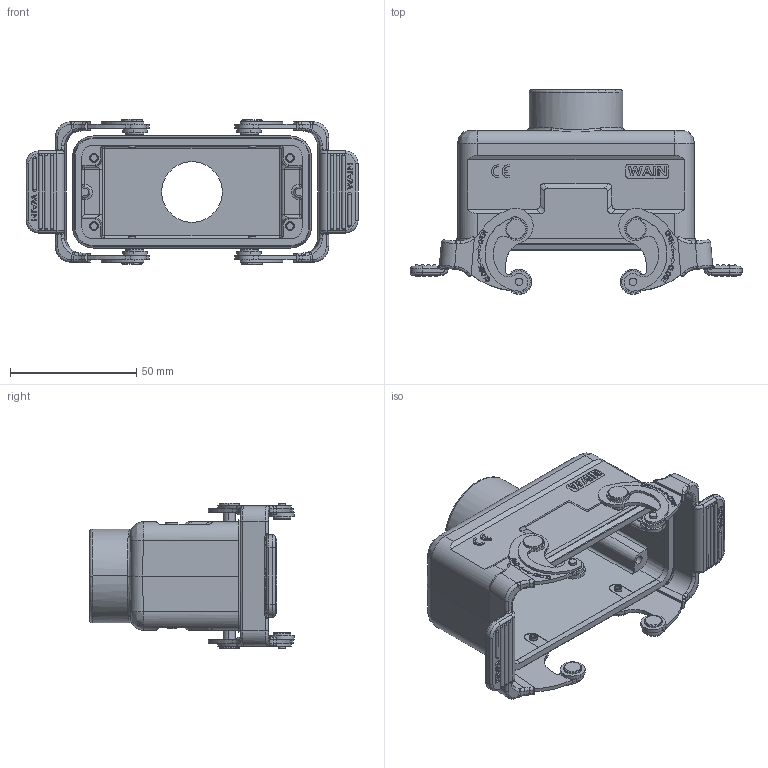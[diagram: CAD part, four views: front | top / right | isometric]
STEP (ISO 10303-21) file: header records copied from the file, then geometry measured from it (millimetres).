
FILE_DESCRIPTION(/* description */ (''),/* implementation_level */ '2;1');
FILE_NAME(/* name */ '3D_1121167411001_W16B-MCCT-2L_SC-PG21_V1.1.stp',/* time_stamp */ '2023-12-01T17:06:12+08:00',/* author */ (''),/* organization */ (''),/* preprocessor_version */ 'ST-DEVELOPER v18.1',/* originating_system */ 'SIEMENS PLM Software NX 1980',/* authorisation */ '');
FILE_SCHEMA (('AP203_CONFIGURATION_CONTROLLED_3D_DESIGN_OF_MECHANICAL_PARTS_AND_ASSEMBLIES_MIM_LF { 1 0 10303 403 2 1 2}'));
Products named in the file (1): 12
Bounding box: 131.3 x 80.9 x 57.5 mm (x, y, z)
Volume: 72507.2 mm3; surface area: 47290.2 mm2
Topology: 3 solids, 4 shells, 1562 faces, 4166 edges, 2733 vertices
Faces by surface type: plane 791, cylinder 456, torus 92, extrusion 80, cone 56, sphere 43, bspline 42, revolution 2
Entity records: 60889 total; most frequent: CARTESIAN_POINT 15733, ORIENTED_EDGE 8242, DIRECTION 7233, EDGE_CURVE 4121, VERTEX_POINT 2733, AXIS2_PLACEMENT_3D 2485, VECTOR 2261, LINE 2181
